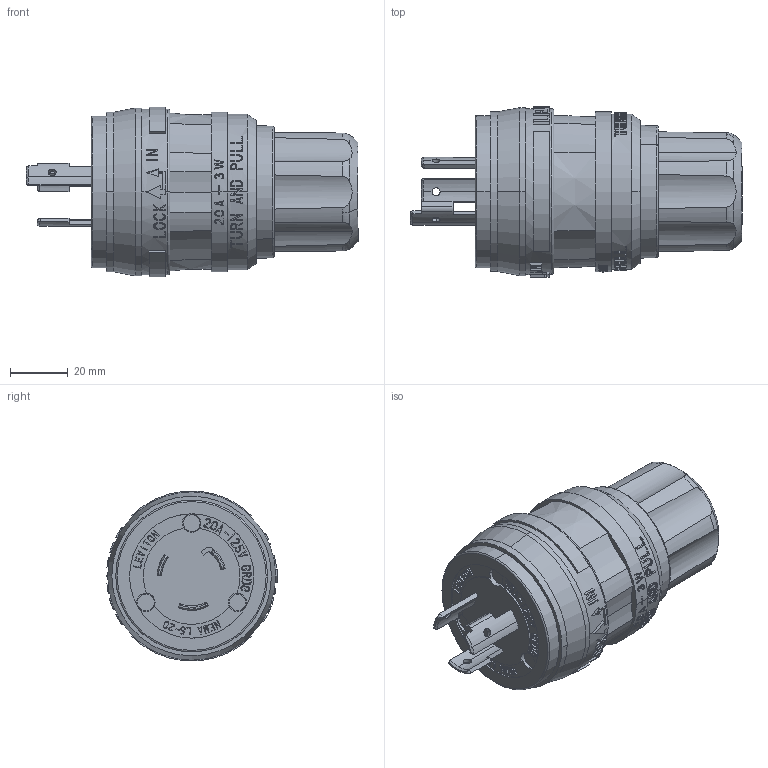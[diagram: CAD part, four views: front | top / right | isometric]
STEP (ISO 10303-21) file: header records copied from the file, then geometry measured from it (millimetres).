
FILE_DESCRIPTION (( 'STEP AP214' ), '1' );
FILE_NAME ('ORC6512-M01.STEP', '2025-06-27T18:25:27', ( '' ), ( '' ), 'SwSTEP 2.0', 'SolidWorks 2024', '' );
FILE_SCHEMA (( 'AUTOMOTIVE_DESIGN' ));
Length unit declared in the file: inch
Products named in the file (1): ORC6512-M01
Bounding box: 114.51 x 58.95 x 58.5 mm (x, y, z)
Volume: 180471.6 mm3; surface area: 21952 mm2
Topology: 1 solids, 1 shells, 975 faces, 2626 edges, 1749 vertices
Faces by surface type: plane 630, cylinder 297, cone 31, torus 17
Entity records: 46844 total; most frequent: CARTESIAN_POINT 22571, ORIENTED_EDGE 5252, DIRECTION 4831, EDGE_CURVE 2626, VERTEX_POINT 1749, AXIS2_PLACEMENT_3D 1635, VECTOR 1561, LINE 1561
